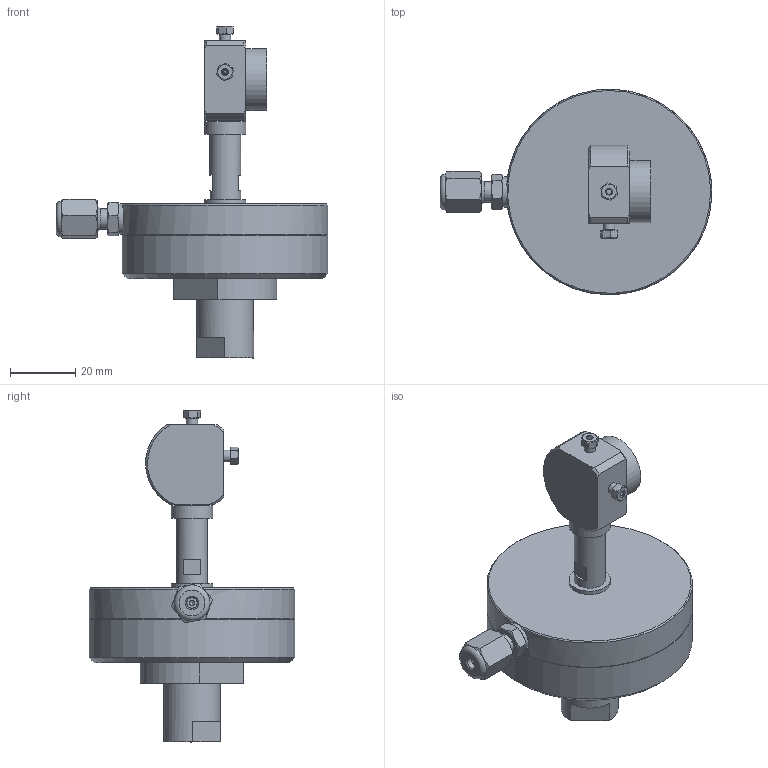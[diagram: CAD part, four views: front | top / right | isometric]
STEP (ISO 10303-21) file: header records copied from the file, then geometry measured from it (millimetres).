
FILE_DESCRIPTION((''),'2;1');
FILE_NAME('332329-ASFVO40K.5 On-Off valve.stp','2013-08-26T15:54:36',('Franzp'),(''),'Autodesk Inventor 2013','Autodesk Inventor 2013','');
FILE_SCHEMA(('AUTOMOTIVE_DESIGN { 1 0 10303 214 1 1 1 1 }'));
Length unit declared in the file: millimetre
Products named in the file (1): 332329_Shrinkwrap_1
Bounding box: 83.48 x 63.12 x 101.96 mm (x, y, z)
Surface area: 19071.7 mm2 (no closed solid volume)
Topology: 0 solids, 18 shells, 105 faces, 292 edges, 200 vertices
Faces by surface type: plane 63, cone 21, cylinder 20, torus 1
Full cylindrical faces by diameter (mm): 1.575 x2, 3.3 x1, 3.505 x2, 3.962 x1, 6.223 x1, 9.271 x1, 9.525 x1, 12.7 x2, 17.45 x1, 19.05 x1, 63.119 x2
Entity records: 3376 total; most frequent: CARTESIAN_POINT 767, DIRECTION 492, ORIENTED_EDGE 416, EDGE_CURVE 252, AXIS2_PLACEMENT_3D 203, VERTEX_POINT 191, EDGE_LOOP 159, FACE_OUTER_BOUND 105
